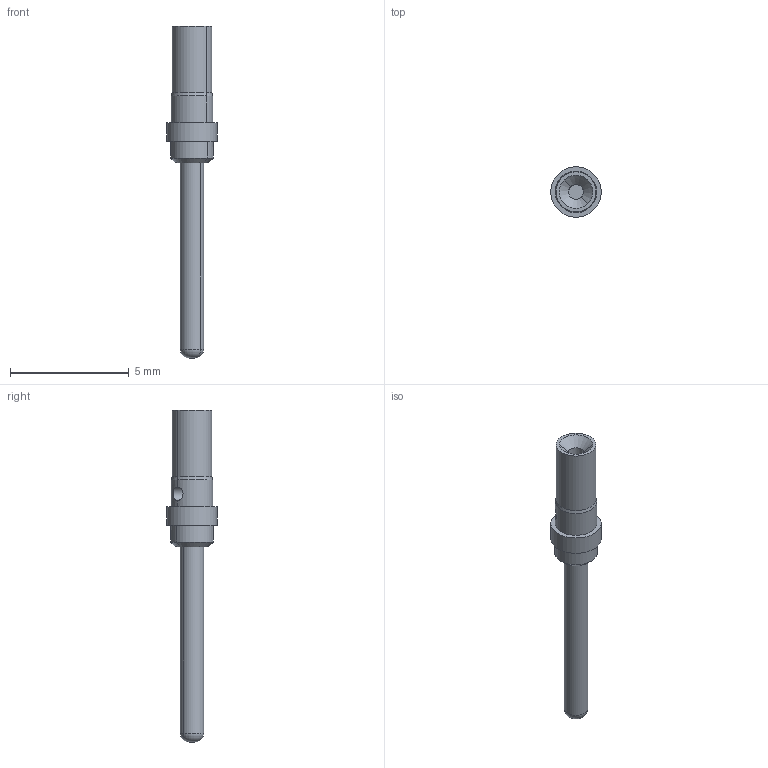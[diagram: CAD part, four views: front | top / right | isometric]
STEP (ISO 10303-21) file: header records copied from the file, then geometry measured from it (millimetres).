
FILE_DESCRIPTION(('CATIA V5 STEP Exchange','CAx-IF Rec.Pracs.--- Model Styling and Organization---1.4--- 2014-01-23'),'2;1');
FILE_NAME ('1255408-1_0', '2020-12-18T08:06:45+00:00', ('none'), ('Weidmueller'), 'CATIA Version 5-6 Release 2016 SP3 HF44', 'CATIA V5 STEP AP214', 'none');
FILE_SCHEMA(('AUTOMOTIVE_DESIGN { 1 0 10303 214 1 1 1 1 }'));
Length unit declared in the file: millimetre
Products named in the file (1): 2748710000
Bounding box: 2.12 x 2.12 x 14 mm (x, y, z)
Volume: 18.9 mm3; surface area: 72.7 mm2
Topology: 1 solids, 1 shells, 31 faces, 66 edges, 39 vertices
Faces by surface type: cylinder 16, plane 7, cone 6, torus 2
Entity records: 906 total; most frequent: CARTESIAN_POINT 244, ORIENTED_EDGE 132, DIRECTION 115, EDGE_CURVE 66, AXIS2_PLACEMENT_3D 62, VERTEX_POINT 39, EDGE_LOOP 35, CIRCLE 32
